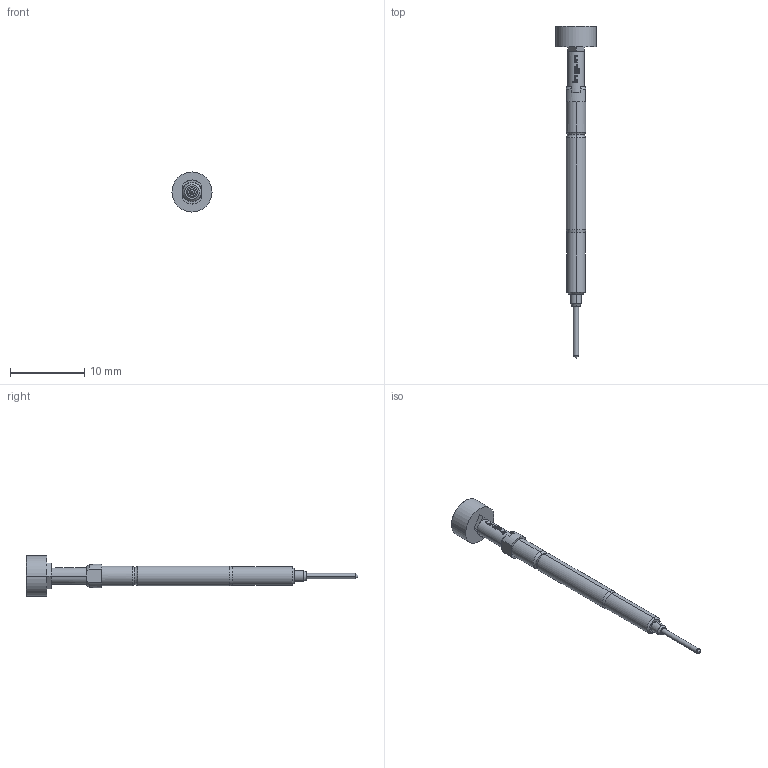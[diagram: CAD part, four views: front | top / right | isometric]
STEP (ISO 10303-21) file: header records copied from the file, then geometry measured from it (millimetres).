
FILE_DESCRIPTION (( 'STEP AP203' ), '1' );
FILE_NAME ('INGUN_SKS-465_302_550_A_xx02_SF.STEP', '2022-02-16T12:20:29', ( 'ochi' ), ( '' ), 'SwSTEP 2.0', 'SolidWorks 2018', '' );
FILE_SCHEMA (( 'CONFIG_CONTROL_DESIGN' ));
Length unit declared in the file: millimetre
Products named in the file (1): INGUN_SKS-465_302_550_A_xx02_SF
Bounding box: 5.4 x 44.8 x 5.4 mm (x, y, z)
Volume: 240.2 mm3; surface area: 397.5 mm2
Topology: 1 solids, 1 shells, 143 faces, 365 edges, 234 vertices
Faces by surface type: plane 72, cylinder 27, bspline 22, cone 14, torus 8
Entity records: 4696 total; most frequent: CARTESIAN_POINT 1307, ORIENTED_EDGE 730, DIRECTION 633, EDGE_CURVE 365, AXIS2_PLACEMENT_3D 244, VERTEX_POINT 234, EDGE_LOOP 153, VECTOR 145
